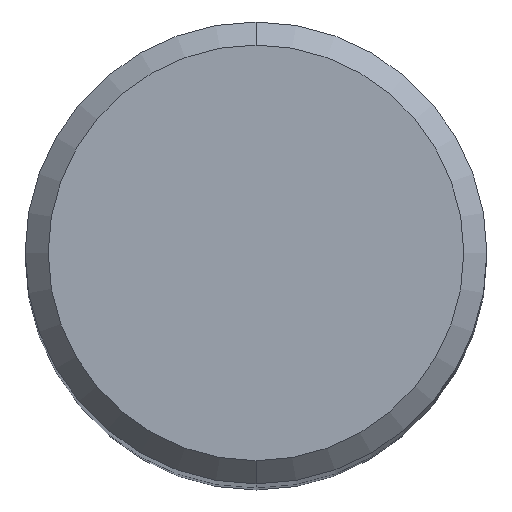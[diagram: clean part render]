
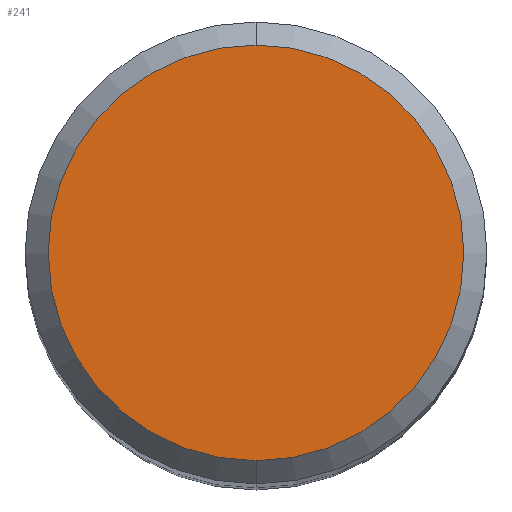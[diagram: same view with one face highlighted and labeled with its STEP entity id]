
A CAD part, top view. The second image highlights one B-rep face of the part: STEP entity #241.
In plain terms, the highlighted planar face has unit normal (0, 0, 1).
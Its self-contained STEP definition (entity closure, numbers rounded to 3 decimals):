
#191=VERTEX_POINT('',#486);
#241=ADVANCED_FACE('',(#538),#539,.T.);
#251=VERTEX_POINT('',#549);
#317=EDGE_CURVE('',#191,#251,#623,.T.);
#371=EDGE_CURVE('',#251,#191,#683,.T.);
#486=CARTESIAN_POINT('',(0.,-4.5,47.827));
#538=FACE_OUTER_BOUND('',#884,.T.);
#539=PLANE('',#885);
#549=CARTESIAN_POINT('',(0.0,4.5,47.827));
#623=CIRCLE('',#1068,4.5);
#683=CIRCLE('',#1220,4.5);
#884=EDGE_LOOP('',(#1488,#1489));
#885=AXIS2_PLACEMENT_3D('',#1490,#1491,#1492);
#1068=AXIS2_PLACEMENT_3D('',#1591,#1592,#1593);
#1220=AXIS2_PLACEMENT_3D('',#1667,#1668,#1669);
#1488=ORIENTED_EDGE('',*,*,#371,.F.);
#1489=ORIENTED_EDGE('',*,*,#317,.F.);
#1490=CARTESIAN_POINT('',(0.0,2.25,47.827));
#1491=DIRECTION('',(-0.0,0.0,1.0));
#1492=DIRECTION('',(0.0,-1.0,0.0));
#1591=CARTESIAN_POINT('',(0.0,0.0,47.827));
#1592=DIRECTION('',(0.0,0.0,-1.0));
#1593=DIRECTION('',(0.0,1.0,0.0));
#1667=CARTESIAN_POINT('',(0.0,0.0,47.827));
#1668=DIRECTION('',(0.0,0.0,-1.0));
#1669=DIRECTION('',(0.0,1.0,0.0));
